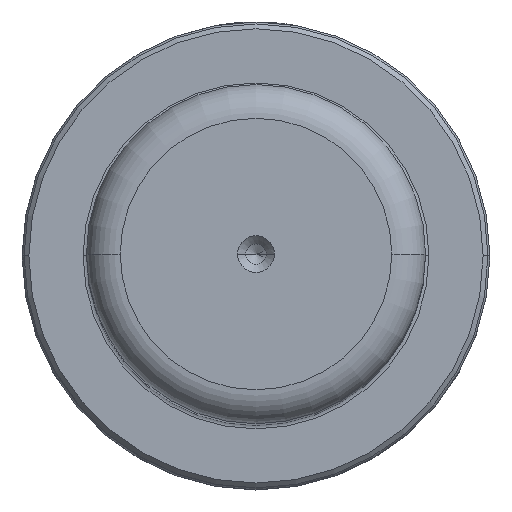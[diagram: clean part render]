
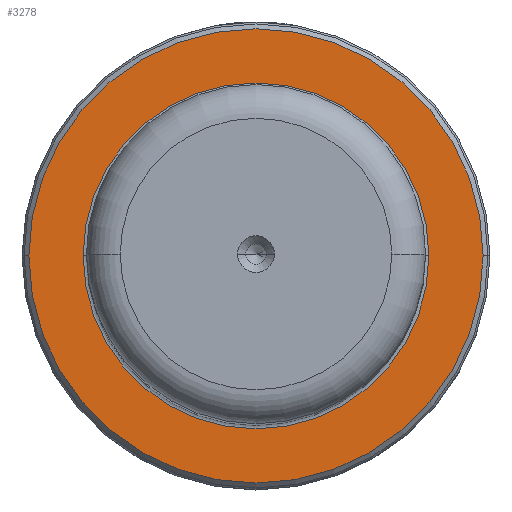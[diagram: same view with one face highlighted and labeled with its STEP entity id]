
A CAD part, top view. The second image highlights one B-rep face of the part: STEP entity #3278.
In plain terms, the highlighted planar face has unit normal (0, 0, 1).
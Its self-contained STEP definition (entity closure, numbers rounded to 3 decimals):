
#159 = AXIS2_PLACEMENT_3D ( 'NONE', #351, #2603, #1174 ) ;
#185 = EDGE_CURVE ( 'NONE', #2654, #2754, #2593, .T. ) ;
#348 = CIRCLE ( 'NONE', #811, 25.5 ) ;
#349 = EDGE_CURVE ( 'NONE', #2516, #423, #348, .T. ) ;
#351 = CARTESIAN_POINT ( 'NONE',  ( 0., 0., 50. ) ) ;
#423 = VERTEX_POINT ( 'NONE', #1877 ) ;
#555 = CARTESIAN_POINT ( 'NONE',  ( 33.5, 0., 50. ) ) ;
#564 = ORIENTED_EDGE ( 'NONE', *, *, #349, .T. ) ;
#583 = FACE_BOUND ( 'NONE', #2155, .T. ) ;
#622 = DIRECTION ( 'NONE',  ( 1., 0., 0. ) ) ;
#811 = AXIS2_PLACEMENT_3D ( 'NONE', #2876, #2376, #3225 ) ;
#905 = DIRECTION ( 'NONE',  ( 1., 0., 0. ) ) ;
#923 = DIRECTION ( 'NONE',  ( 0., 0., 1. ) ) ;
#1174 = DIRECTION ( 'NONE',  ( 1., 0., 0. ) ) ;
#1237 = CARTESIAN_POINT ( 'NONE',  ( 0., 0., 50. ) ) ;
#1313 = EDGE_CURVE ( 'NONE', #423, #2516, #1358, .T. ) ;
#1358 = CIRCLE ( 'NONE', #3229, 25.5 ) ;
#1403 = ORIENTED_EDGE ( 'NONE', *, *, #185, .T. ) ;
#1493 = PLANE ( 'NONE',  #2701 ) ;
#1802 = ORIENTED_EDGE ( 'NONE', *, *, #3346, .T. ) ;
#1874 = EDGE_LOOP ( 'NONE', ( #1403, #1802 ) ) ;
#1877 = CARTESIAN_POINT ( 'NONE',  ( 25.5, 0., 50. ) ) ;
#2012 = CARTESIAN_POINT ( 'NONE',  ( 0., 0., 50. ) ) ;
#2155 = EDGE_LOOP ( 'NONE', ( #564, #3590 ) ) ;
#2307 = CARTESIAN_POINT ( 'NONE',  ( -25.5, 0., 50. ) ) ;
#2376 = DIRECTION ( 'NONE',  ( 0., 0., -1. ) ) ;
#2516 = VERTEX_POINT ( 'NONE', #2307 ) ;
#2593 = CIRCLE ( 'NONE', #3042, 33.5 ) ;
#2603 = DIRECTION ( 'NONE',  ( 0., 0., 1. ) ) ;
#2627 = CARTESIAN_POINT ( 'NONE',  ( -33.5, 0., 50. ) ) ;
#2653 = DIRECTION ( 'NONE',  ( -1., 0., 0. ) ) ;
#2654 = VERTEX_POINT ( 'NONE', #2627 ) ;
#2701 = AXIS2_PLACEMENT_3D ( 'NONE', #2012, #3149, #622 ) ;
#2754 = VERTEX_POINT ( 'NONE', #555 ) ;
#2840 = FACE_OUTER_BOUND ( 'NONE', #1874, .T. ) ;
#2876 = CARTESIAN_POINT ( 'NONE',  ( 0., 0., 50. ) ) ;
#2961 = CARTESIAN_POINT ( 'NONE',  ( 0., 0., 50. ) ) ;
#3042 = AXIS2_PLACEMENT_3D ( 'NONE', #1237, #923, #905 ) ;
#3149 = DIRECTION ( 'NONE',  ( 0., 0., 1. ) ) ;
#3225 = DIRECTION ( 'NONE',  ( -1., 0., 0. ) ) ;
#3229 = AXIS2_PLACEMENT_3D ( 'NONE', #2961, #3556, #2653 ) ;
#3278 = ADVANCED_FACE ( 'NONE', ( #583, #2840 ), #1493, .T. ) ;
#3346 = EDGE_CURVE ( 'NONE', #2754, #2654, #3641, .T. ) ;
#3556 = DIRECTION ( 'NONE',  ( 0., 0., -1. ) ) ;
#3590 = ORIENTED_EDGE ( 'NONE', *, *, #1313, .T. ) ;
#3641 = CIRCLE ( 'NONE', #159, 33.5 ) ;
